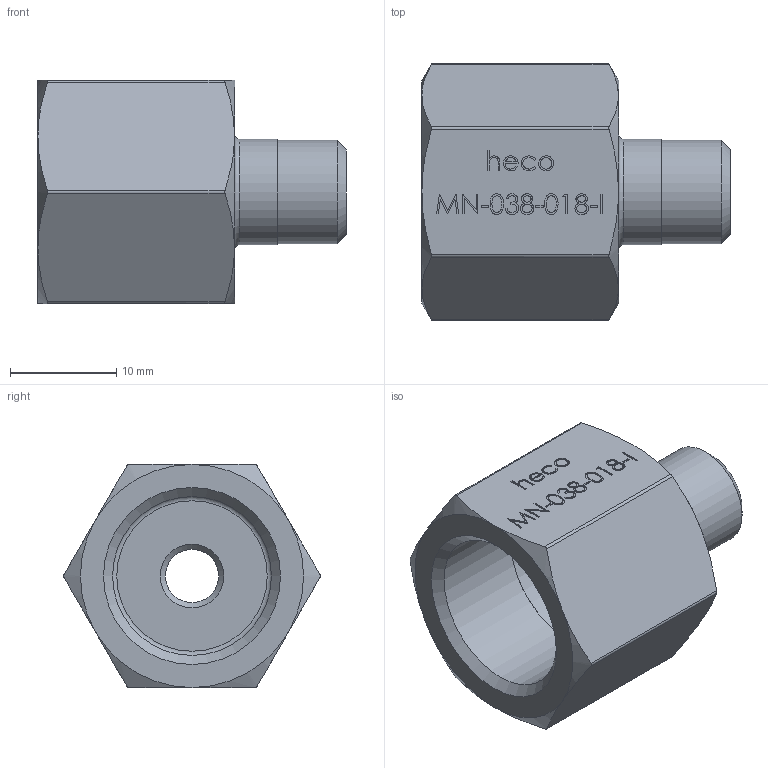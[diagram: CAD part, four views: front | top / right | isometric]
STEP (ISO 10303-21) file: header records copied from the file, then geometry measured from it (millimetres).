
FILE_DESCRIPTION (( 'STEP AP214' ), '1' );
FILE_NAME ('heco_MN-038-018-I.STEP', '2016-06-20T13:30:04', ( '' ), ( '' ), 'SwSTEP 2.0', 'SolidWorks 2011', '' );
FILE_SCHEMA (( 'AUTOMOTIVE_DESIGN' ));
Length unit declared in the file: millimetre
Products named in the file (1): heco_MN-038-018-I
Bounding box: 29 x 24.15 x 21 mm (x, y, z)
Volume: 5405.7 mm3; surface area: 3134.5 mm2
Topology: 1 solids, 1 shells, 227 faces, 575 edges, 378 vertices
Faces by surface type: bspline 101, plane 97, cone 16, cylinder 11, torus 2
Full cylindrical faces by diameter (mm): 5 x1, 9.728 x1, 9.928 x1, 14.95 x1, 15.15 x1
Entity records: 12911 total; most frequent: CARTESIAN_POINT 7687, ORIENTED_EDGE 1124, DIRECTION 606, EDGE_CURVE 562, VERTEX_POINT 376, LINE 296, VECTOR 296, EDGE_LOOP 268
